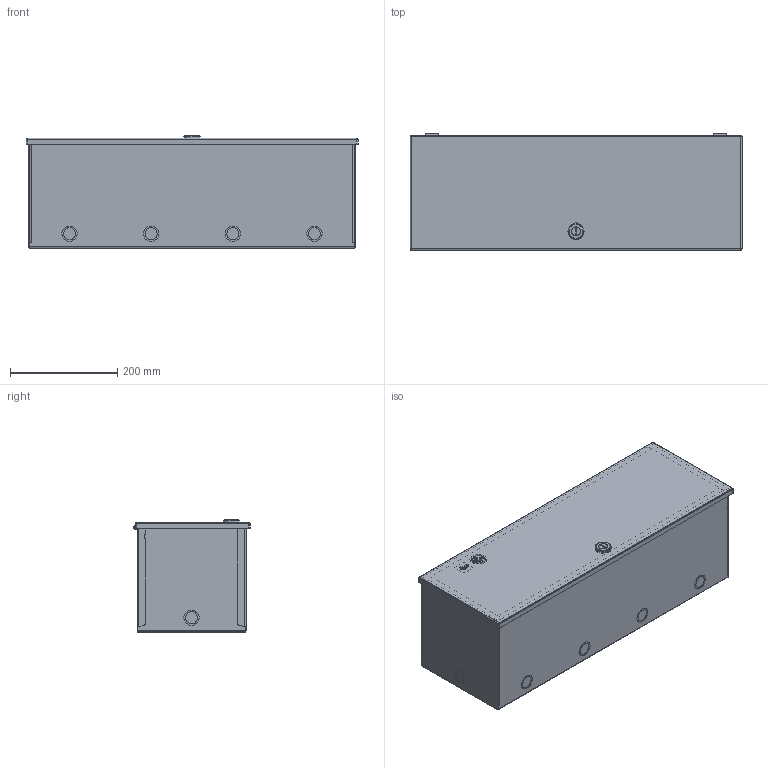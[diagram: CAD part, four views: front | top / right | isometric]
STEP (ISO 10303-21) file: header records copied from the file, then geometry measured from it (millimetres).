
FILE_DESCRIPTION(/* description */ ('1100WE 8" x 8" x 24" Assembly'),/* implementation_level */ '2;1');
FILE_NAME(/* name */ '1100WE080824.stp',/* time_stamp */ '2025-06-16T14:58:04-04:00',/* author */ ('BoxCad'),/* organization */ (''),/* preprocessor_version */ 'ST-DEVELOPER v20',/* originating_system */ 'Autodesk Inventor 2024',/* authorisation */ '');
FILE_SCHEMA (('AUTOMOTIVE_DESIGN { 1 0 10303 214 3 1 1 }'));
Products named in the file (12): 1100WE080824; 1100WE080824B; 1100WE080824B-P; 1100WE080824C; 1100WE080824C-P; STK-P-02400S; STK-Q-33361; STK-S-00800; STK-S-00900; STK-A-880SCQ1-SL-1; STK-Q-78631; STK-Q-78644
Assembly tree (13 placements, depth 4):
  1100WE080824
    1100WE080824B
      1100WE080824B-P
      STK-P-02400S
    1100WE080824C
      1100WE080824C-P
      STK-P-02400S
      STK-Q-33361  x2
      STK-S-00800
      STK-S-00900
      STK-A-880SCQ1-SL-1
        STK-Q-78631
        STK-Q-78644
Bounding box: 619.76 x 217.01 x 209.53 mm (x, y, z)
Volume: 873229.4 mm3; surface area: 1273136.7 mm2
Topology: 8 solids, 8 shells, 3679 faces, 9679 edges, 6169 vertices
Faces by surface type: plane 1971, bspline 902, cylinder 617, torus 106, sphere 83
Full cylindrical faces by diameter (mm): 0.762 x2, 1.1 x1, 1.3 x1, 4.496 x2, 7.366 x4, 7.925 x1, 9.525 x1, 27 x1, 29 x1, 30 x1, 31.75 x1
Entity records: 120434 total; most frequent: CARTESIAN_POINT 34940, ORIENTED_EDGE 18776, DIRECTION 14589, EDGE_CURVE 9388, LINE 6193, VECTOR 6193, VERTEX_POINT 6031, AXIS2_PLACEMENT_3D 4198
